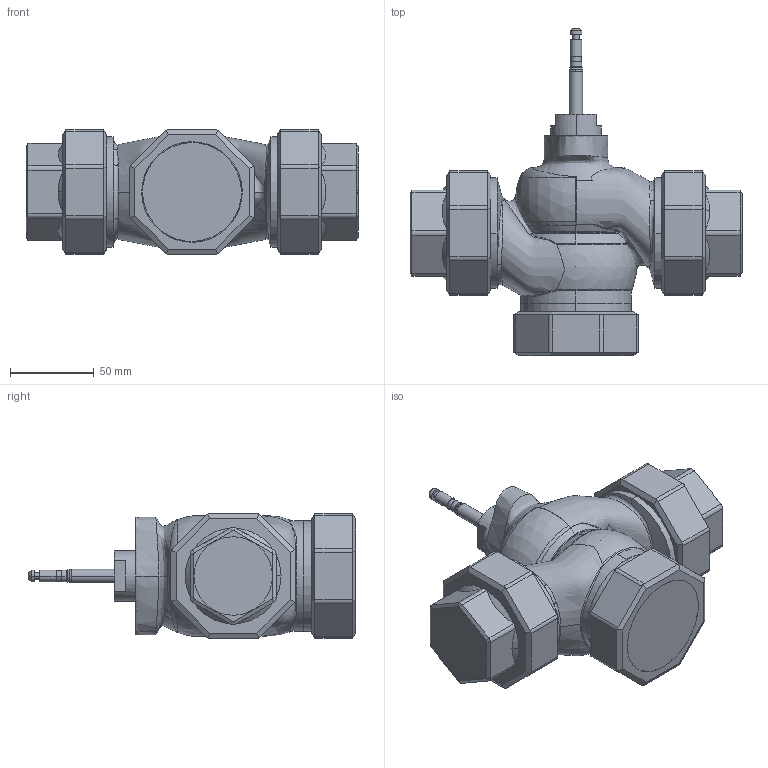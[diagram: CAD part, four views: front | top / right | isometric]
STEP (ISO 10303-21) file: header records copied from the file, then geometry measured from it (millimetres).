
FILE_DESCRIPTION (( 'STEP AP203' ), '1' );
FILE_NAME ('216RA_DN40_DEF.STEP', '2012-02-14T08:27:38', ( 'test' ), ( '' ), 'SwSTEP 2.0', 'SolidWorks 2011', '' );
FILE_SCHEMA (( 'CONFIG_CONTROL_DESIGN' ));
Products named in the file (1): 216RA_DN40_DEF
Bounding box: 198.11 x 195.24 x 74.22 mm (x, y, z)
Surface area: 96630.3 mm2 (no closed solid volume)
Topology: 0 solids, 10 shells, 345 faces, 914 edges, 592 vertices
Faces by surface type: plane 135, cylinder 71, cone 48, bspline 46, sphere 23, torus 22
Entity records: 159966 total; most frequent: CARTESIAN_POINT 152079, ORIENTED_EDGE 1776, DIRECTION 1443, EDGE_CURVE 904, VERTEX_POINT 587, AXIS2_PLACEMENT_3D 547, EDGE_LOOP 357, VECTOR 349
